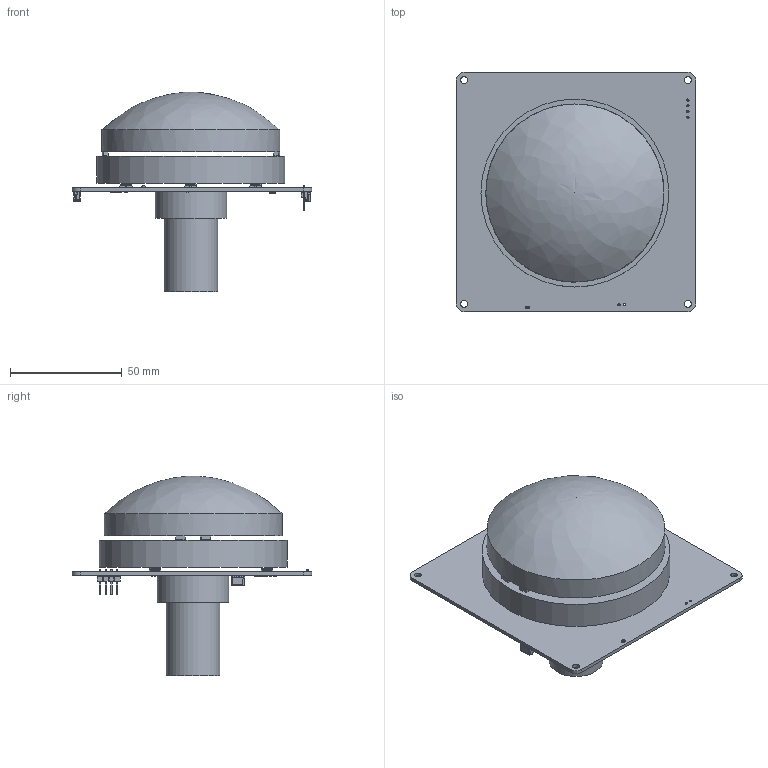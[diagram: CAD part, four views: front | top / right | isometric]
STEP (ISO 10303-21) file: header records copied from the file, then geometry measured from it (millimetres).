
FILE_DESCRIPTION(('Open CASCADE Model'),'2;1');
FILE_NAME('Open CASCADE Shape Model','2025-08-07T12:38:53',('Author'),( 'Open CASCADE'),'Open CASCADE STEP processor 7.5','Open CASCADE 7.5' ,'Unknown');
FILE_SCHEMA(('AUTOMOTIVE_DESIGN { 1 0 10303 214 1 1 1 1 }'));
Length unit declared in the file: millimetre
Products named in the file (69): PCB; Board; Open CASCADE STEP translator 7.5 1.1.1; T1; SOT-23; R13; 0603 SMD Resistor; R12; User Library-R SMD 0402; User Library-R SMD 0402_0402 BODY; User Library-R SMD 0402_0402 PAD; User Library-R SMD 0402_0402 OPIS; R11; J3; Conn_Samtec_TSW-104-23-T-S_eec; Package; Pins; Logo; R8; 6327795696; Extruded; 6327794576; R2; R1; R10; R7; R5; R9; R3; R6; D3; 150505M1xxx; cover; housing; base; D1; D2; STAT1; 0603 LED Green; Solid1 ...
Assembly tree (102 placements, depth 4):
  PCB
    Board
      Open CASCADE STEP translator 7.5 1.1.1
    T1
      SOT-23
    R13
      0603 SMD Resistor
    R12
      User Library-R SMD 0402
        User Library-R SMD 0402_0402 BODY
        User Library-R SMD 0402_0402 PAD  x2
        User Library-R SMD 0402_0402 OPIS
    R11
      0603 SMD Resistor
    J3
      Conn_Samtec_TSW-104-23-T-S_eec
        Package
        Pins
        Logo
    R8
      6327795696  x2
        Extruded
      6327794576
        Extruded
    R2
      6327795696  x2
        Extruded
      6327794576
        Extruded
    R1
      6327795696  x2
        Extruded
      6327794576
        Extruded
    R10
      6327795696  x2
        Extruded
      6327794576
        Extruded
    R7
      6327795696  x2
        Extruded
      6327794576
        Extruded
    R5
      6327795696  x2
        Extruded
      6327794576
        Extruded
    R9
      6327795696  x2
        Extruded
      6327794576
        Extruded
    R3
      6327795696  x2
        Extruded
      6327794576
        Extruded
    R6
Bounding box: 107 x 107 x 89.33 mm (x, y, z)
Volume: 125534.9 mm3; surface area: 61850 mm2
Topology: 151 solids, 151 shells, 2703 faces, 8221 edges, 7275 vertices
Faces by surface type: plane 2106, cylinder 416, bspline 152, sphere 24, cone 3, revolution 2
Full cylindrical faces by diameter (mm): 0.557 x1, 1.016 x2, 1.02 x4, 1.3 x3, 3 x4, 24 x1, 25 x1, 32 x1, 75.54 x1, 79.604 x1, 84 x1
Entity records: 79127 total; most frequent: CARTESIAN_POINT 20275, DIRECTION 10088, ORIENTED_EDGE 9208, LINE 5174, VECTOR 5174, EDGE_CURVE 4604, VERTEX_POINT 2993, AXIS2_PLACEMENT_3D 2456
